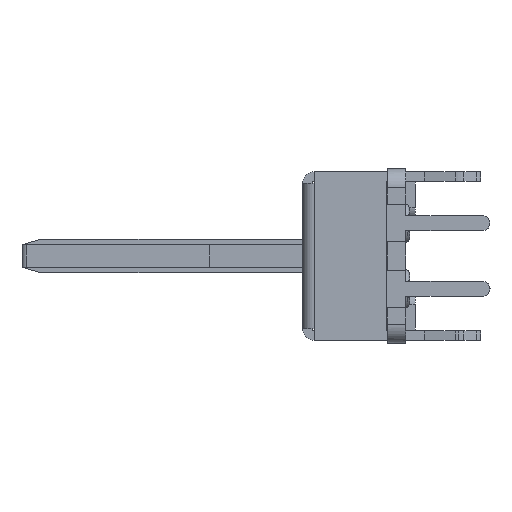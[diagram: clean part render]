
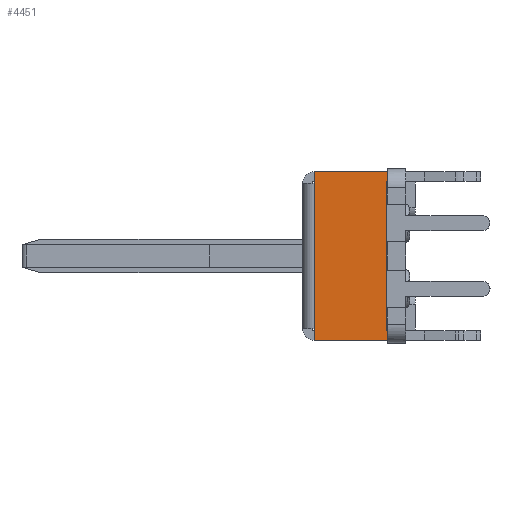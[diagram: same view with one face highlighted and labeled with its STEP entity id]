
A CAD part, left-side view. The second image highlights one B-rep face of the part: STEP entity #4451.
In plain terms, the highlighted planar face has unit normal (1, 0, 0).
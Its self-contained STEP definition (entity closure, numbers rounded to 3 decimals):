
#44 = ORIENTED_EDGE ( 'NONE', *, *, #5963, .F. ) ;
#57 = DIRECTION ( 'NONE',  ( 0., -1., 0. ) ) ;
#163 = CARTESIAN_POINT ( 'NONE',  ( -30., -3.3, -4. ) ) ;
#503 = VERTEX_POINT ( 'NONE', #12750 ) ;
#625 = VECTOR ( 'NONE', #4008, 1000. ) ;
#636 = VECTOR ( 'NONE', #3737, 1000. ) ;
#704 = CARTESIAN_POINT ( 'NONE',  ( -30., 0.6, 4.25 ) ) ;
#887 = CARTESIAN_POINT ( 'NONE',  ( -30., 0.575, 3.875 ) ) ;
#937 = LINE ( 'NONE', #9602, #3164 ) ;
#1326 = VECTOR ( 'NONE', #8062, 1000. ) ;
#1721 = CARTESIAN_POINT ( 'NONE',  ( -30., -3.85, 4.5 ) ) ;
#2091 = VECTOR ( 'NONE', #3739, 1000. ) ;
#2172 = CARTESIAN_POINT ( 'NONE',  ( -30., -3.3, 4.5 ) ) ;
#2185 = VERTEX_POINT ( 'NONE', #10443 ) ;
#2593 = LINE ( 'NONE', #6962, #2091 ) ;
#2687 = EDGE_CURVE ( 'NONE', #8063, #10327, #3655, .T. ) ;
#2962 = CARTESIAN_POINT ( 'NONE',  ( -30., -3.3, -4.5 ) ) ;
#3008 = CARTESIAN_POINT ( 'NONE',  ( -30., 0.575, -3.875 ) ) ;
#3033 = LINE ( 'NONE', #1721, #3832 ) ;
#3164 = VECTOR ( 'NONE', #11756, 1000. ) ;
#3354 = EDGE_CURVE ( 'NONE', #10713, #6420, #7498, .T. ) ;
#3423 = CARTESIAN_POINT ( 'NONE',  ( -30., -3.85, -4.5 ) ) ;
#3536 = DIRECTION ( 'NONE',  ( 0., 0., -1. ) ) ;
#3583 = EDGE_CURVE ( 'NONE', #11999, #10713, #13947, .T. ) ;
#3638 = VECTOR ( 'NONE', #3536, 1000. ) ;
#3655 = LINE ( 'NONE', #6669, #13138 ) ;
#3737 = DIRECTION ( 'NONE',  ( 0., 0., -1. ) ) ;
#3739 = DIRECTION ( 'NONE',  ( 0., 1., 0. ) ) ;
#3832 = VECTOR ( 'NONE', #10373, 1000. ) ;
#3898 = ORIENTED_EDGE ( 'NONE', *, *, #10331, .F. ) ;
#3957 = EDGE_CURVE ( 'NONE', #12128, #11999, #937, .T. ) ;
#4008 = DIRECTION ( 'NONE',  ( 0., 0., 1. ) ) ;
#4102 = VECTOR ( 'NONE', #9909, 1000. ) ;
#4400 = LINE ( 'NONE', #7827, #3638 ) ;
#4451 = ADVANCED_FACE ( 'NONE', ( #13103 ), #9735, .F. ) ;
#4483 = EDGE_CURVE ( 'NONE', #6420, #2185, #4400, .T. ) ;
#4574 = EDGE_CURVE ( 'NONE', #503, #8063, #7223, .T. ) ;
#4746 = CARTESIAN_POINT ( 'NONE',  ( -30., -3.275, 4. ) ) ;
#4755 = EDGE_CURVE ( 'NONE', #11085, #12235, #7717, .T. ) ;
#4821 = LINE ( 'NONE', #6158, #13388 ) ;
#4984 = CARTESIAN_POINT ( 'NONE',  ( -30., 0.575, 4.5 ) ) ;
#5303 = ORIENTED_EDGE ( 'NONE', *, *, #3583, .F. ) ;
#5401 = DIRECTION ( 'NONE',  ( -1., 0., 0. ) ) ;
#5433 = DIRECTION ( 'NONE',  ( 0., -1., 0. ) ) ;
#5549 = ORIENTED_EDGE ( 'NONE', *, *, #12230, .F. ) ;
#5963 = EDGE_CURVE ( 'NONE', #12360, #12128, #13444, .T. ) ;
#6012 = DIRECTION ( 'NONE',  ( 0., 0., 1. ) ) ;
#6070 = ORIENTED_EDGE ( 'NONE', *, *, #4574, .F. ) ;
#6158 = CARTESIAN_POINT ( 'NONE',  ( -30., -3.3, 4.25 ) ) ;
#6420 = VERTEX_POINT ( 'NONE', #3008 ) ;
#6669 = CARTESIAN_POINT ( 'NONE',  ( -30., -1.363, 4. ) ) ;
#6687 = CARTESIAN_POINT ( 'NONE',  ( -30., -1.363, 4.25 ) ) ;
#6795 = CARTESIAN_POINT ( 'NONE',  ( -30., -3.3, 4.25 ) ) ;
#6869 = VERTEX_POINT ( 'NONE', #2172 ) ;
#6962 = CARTESIAN_POINT ( 'NONE',  ( -30., -1.363, -4. ) ) ;
#7223 = LINE ( 'NONE', #10161, #625 ) ;
#7289 = CARTESIAN_POINT ( 'NONE',  ( -30., 0.6, 3.875 ) ) ;
#7300 = ORIENTED_EDGE ( 'NONE', *, *, #3354, .F. ) ;
#7498 = LINE ( 'NONE', #11991, #8598 ) ;
#7616 = DIRECTION ( 'NONE',  ( 0., 0., 1. ) ) ;
#7717 = LINE ( 'NONE', #6795, #4102 ) ;
#7827 = CARTESIAN_POINT ( 'NONE',  ( -30., 0.575, 4.25 ) ) ;
#7922 = ORIENTED_EDGE ( 'NONE', *, *, #3957, .F. ) ;
#8062 = DIRECTION ( 'NONE',  ( 0., -1., 0. ) ) ;
#8063 = VERTEX_POINT ( 'NONE', #4746 ) ;
#8294 = CARTESIAN_POINT ( 'NONE',  ( -30., -3.3, 4. ) ) ;
#8598 = VECTOR ( 'NONE', #5433, 1000. ) ;
#9060 = EDGE_CURVE ( 'NONE', #12235, #503, #2593, .T. ) ;
#9361 = ORIENTED_EDGE ( 'NONE', *, *, #4483, .F. ) ;
#9441 = DIRECTION ( 'NONE',  ( 0., 0., -1. ) ) ;
#9602 = CARTESIAN_POINT ( 'NONE',  ( -30., -1.363, 3.875 ) ) ;
#9735 = PLANE ( 'NONE',  #9786 ) ;
#9786 = AXIS2_PLACEMENT_3D ( 'NONE', #6687, #5401, #7616 ) ;
#9909 = DIRECTION ( 'NONE',  ( 0., 0., 1. ) ) ;
#10161 = CARTESIAN_POINT ( 'NONE',  ( -30., -3.275, -4.25 ) ) ;
#10222 = CARTESIAN_POINT ( 'NONE',  ( -30., 0.575, 4.25 ) ) ;
#10244 = ORIENTED_EDGE ( 'NONE', *, *, #4755, .F. ) ;
#10327 = VERTEX_POINT ( 'NONE', #8294 ) ;
#10331 = EDGE_CURVE ( 'NONE', #10327, #6869, #4821, .T. ) ;
#10373 = DIRECTION ( 'NONE',  ( 0., -1., 0. ) ) ;
#10443 = CARTESIAN_POINT ( 'NONE',  ( -30., 0.575, -4.5 ) ) ;
#10713 = VERTEX_POINT ( 'NONE', #13751 ) ;
#11085 = VERTEX_POINT ( 'NONE', #2962 ) ;
#11086 = EDGE_CURVE ( 'NONE', #12360, #6869, #3033, .T. ) ;
#11756 = DIRECTION ( 'NONE',  ( 0., 1., 0. ) ) ;
#11795 = EDGE_LOOP ( 'NONE', ( #13056, #10244, #5549, #9361, #7300, #5303, #7922, #44, #13729, #3898, #12369, #6070 ) ) ;
#11796 = VECTOR ( 'NONE', #9441, 1000. ) ;
#11991 = CARTESIAN_POINT ( 'NONE',  ( -30., -1.363, -3.875 ) ) ;
#11999 = VERTEX_POINT ( 'NONE', #7289 ) ;
#12128 = VERTEX_POINT ( 'NONE', #887 ) ;
#12204 = LINE ( 'NONE', #3423, #1326 ) ;
#12230 = EDGE_CURVE ( 'NONE', #2185, #11085, #12204, .T. ) ;
#12235 = VERTEX_POINT ( 'NONE', #163 ) ;
#12360 = VERTEX_POINT ( 'NONE', #4984 ) ;
#12369 = ORIENTED_EDGE ( 'NONE', *, *, #2687, .F. ) ;
#12750 = CARTESIAN_POINT ( 'NONE',  ( -30., -3.275, -4. ) ) ;
#13056 = ORIENTED_EDGE ( 'NONE', *, *, #9060, .F. ) ;
#13103 = FACE_OUTER_BOUND ( 'NONE', #11795, .T. ) ;
#13138 = VECTOR ( 'NONE', #57, 1000. ) ;
#13388 = VECTOR ( 'NONE', #6012, 1000. ) ;
#13444 = LINE ( 'NONE', #10222, #636 ) ;
#13729 = ORIENTED_EDGE ( 'NONE', *, *, #11086, .T. ) ;
#13751 = CARTESIAN_POINT ( 'NONE',  ( -30., 0.6, -3.875 ) ) ;
#13947 = LINE ( 'NONE', #704, #11796 ) ;
